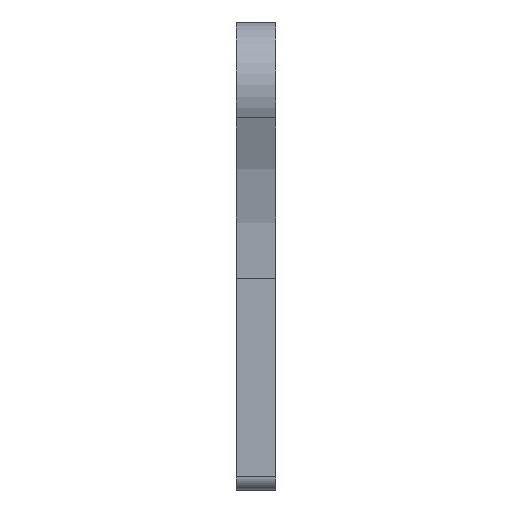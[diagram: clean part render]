
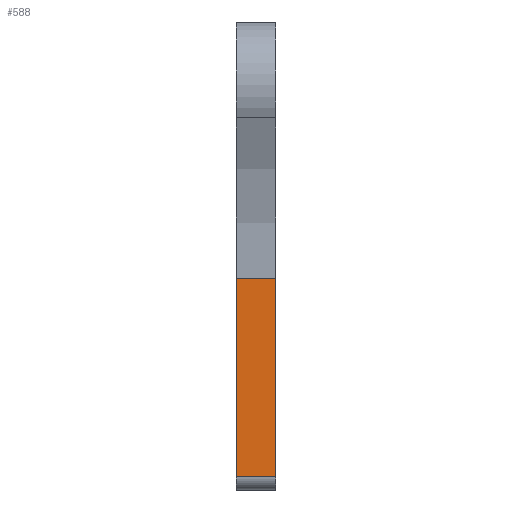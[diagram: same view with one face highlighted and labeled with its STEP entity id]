
A CAD part, left-side view. The second image highlights one B-rep face of the part: STEP entity #588.
In plain terms, the highlighted planar face has unit normal (-1, 0, 0).
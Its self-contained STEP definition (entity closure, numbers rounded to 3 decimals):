
#33=CARTESIAN_POINT('',(0.0,0.0,0.0));
#34=DIRECTION('',(0.0,1.0,0.0));
#35=DIRECTION('',(0.0,-0.0,1.0));
#36=AXIS2_PLACEMENT_3D('',#33,#34,#35);
#37=PLANE('',#36);
#41=(GEOMETRIC_REPRESENTATION_CONTEXT(2)PARAMETRIC_REPRESENTATION_CONTEXT()REPRESENTATION_CONTEXT('',''));
#84=CARTESIAN_POINT('',(0.0,6.0,0.0));
#85=DIRECTION('',(0.0,1.0,0.0));
#86=DIRECTION('',(0.0,-0.0,1.0));
#87=AXIS2_PLACEMENT_3D('',#84,#85,#86);
#88=PLANE('',#87);
#414=CARTESIAN_POINT('',(-124.833,6.0,-41.645));
#415=DIRECTION('',(0.0,-1.0,0.0));
#416=DIRECTION('',(0.0,0.0,-1.0));
#417=AXIS2_PLACEMENT_3D('',#414,#415,#416);
#418=CYLINDRICAL_SURFACE('',#417,2.0);
#457=CARTESIAN_POINT('',(-126.833,0.0,-41.645));
#458=VERTEX_POINT('',#457);
#478=CARTESIAN_POINT('',(-126.833,6.0,-41.645));
#479=VERTEX_POINT('',#478);
#480=CARTESIAN_POINT('',(-126.833,6.0,0.0));
#481=DIRECTION('',(1.0,0.0,0.0));
#482=DIRECTION('',(0.0,0.0,-1.0));
#483=AXIS2_PLACEMENT_3D('',#480,#481,#482);
#484=PLANE('',#483);
#485=CARTESIAN_POINT('',(270.0,0.0));
#486=CARTESIAN_POINT('',(270.0,6.0));
#487=B_SPLINE_CURVE_WITH_KNOTS('',1,(#485,#486),.UNSPECIFIED.,.F.,.F.,(2,2),(0.0,0.006),.UNSPECIFIED.);
#488=DEFINITIONAL_REPRESENTATION('',(#487),#41);
#489=PCURVE('',#418,#488);
#490=CARTESIAN_POINT('',(41.645,0.0));
#491=CARTESIAN_POINT('',(41.645,-6.0));
#492=B_SPLINE_CURVE_WITH_KNOTS('',1,(#490,#491),.UNSPECIFIED.,.F.,.F.,(2,2),(0.0,0.006),.UNSPECIFIED.);
#493=DEFINITIONAL_REPRESENTATION('',(#492),#41);
#494=PCURVE('',#484,#493);
#495=CARTESIAN_POINT('',(-126.833,6.0,-41.645));
#496=DIRECTION('',(0.0,-1.0,0.0));
#497=VECTOR('',#496,6.0);
#498=LINE('',#495,#497);
#499=INTERSECTION_CURVE('',#498,(#489,#494),.PCURVE_S1.);
#500=EDGE_CURVE('',#479,#458,#499,.T.);
#525=CARTESIAN_POINT('',(-126.833,0.0,-11.645));
#526=VERTEX_POINT('',#525);
#527=CARTESIAN_POINT('',(41.645,-6.0));
#528=CARTESIAN_POINT('',(11.645,-6.0));
#529=B_SPLINE_CURVE_WITH_KNOTS('',1,(#527,#528),.UNSPECIFIED.,.F.,.F.,(2,2),(-0.042,-0.012),.UNSPECIFIED.);
#530=DEFINITIONAL_REPRESENTATION('',(#529),#41);
#531=PCURVE('',#484,#530);
#532=CARTESIAN_POINT('',(-41.645,-126.833));
#533=CARTESIAN_POINT('',(-11.645,-126.833));
#534=B_SPLINE_CURVE_WITH_KNOTS('',1,(#532,#533),.UNSPECIFIED.,.F.,.F.,(2,2),(-0.042,-0.012),.UNSPECIFIED.);
#535=DEFINITIONAL_REPRESENTATION('',(#534),#41);
#536=PCURVE('',#37,#535);
#537=CARTESIAN_POINT('',(-126.833,0.0,-41.645));
#538=DIRECTION('',(0.0,0.0,1.0));
#539=VECTOR('',#538,30.0);
#540=LINE('',#537,#539);
#541=INTERSECTION_CURVE('',#540,(#531,#536),.PCURVE_S1.);
#542=EDGE_CURVE('',#458,#526,#541,.T.);
#543=ORIENTED_EDGE('',*,*,#542,.T.);
#544=CARTESIAN_POINT('',(-126.833,6.0,-11.645));
#545=VERTEX_POINT('',#544);
#546=CARTESIAN_POINT('',(-174.78,6.0,-9.037));
#547=DIRECTION('',(0.0,-1.0,0.0));
#548=DIRECTION('',(0.0,0.0,-1.0));
#549=AXIS2_PLACEMENT_3D('',#546,#547,#548);
#550=CYLINDRICAL_SURFACE('',#549,48.018);
#551=CARTESIAN_POINT('',(11.645,0.0));
#552=CARTESIAN_POINT('',(11.645,-6.0));
#553=B_SPLINE_CURVE_WITH_KNOTS('',1,(#551,#552),.UNSPECIFIED.,.F.,.F.,(2,2),(0.0,0.006),.UNSPECIFIED.);
#554=DEFINITIONAL_REPRESENTATION('',(#553),#41);
#555=PCURVE('',#484,#554);
#556=CARTESIAN_POINT('',(86.887,0.0));
#557=CARTESIAN_POINT('',(86.887,6.0));
#558=B_SPLINE_CURVE_WITH_KNOTS('',1,(#556,#557),.UNSPECIFIED.,.F.,.F.,(2,2),(0.0,0.006),.UNSPECIFIED.);
#559=DEFINITIONAL_REPRESENTATION('',(#558),#41);
#560=PCURVE('',#550,#559);
#561=CARTESIAN_POINT('',(-126.833,6.0,-11.645));
#562=DIRECTION('',(0.0,-1.0,0.0));
#563=VECTOR('',#562,6.0);
#564=LINE('',#561,#563);
#565=INTERSECTION_CURVE('',#564,(#555,#560),.PCURVE_S1.);
#566=EDGE_CURVE('',#545,#526,#565,.T.);
#567=ORIENTED_EDGE('',*,*,#566,.F.);
#568=CARTESIAN_POINT('',(41.645,0.0));
#569=CARTESIAN_POINT('',(11.645,0.0));
#570=B_SPLINE_CURVE_WITH_KNOTS('',1,(#568,#569),.UNSPECIFIED.,.F.,.F.,(2,2),(-0.042,-0.012),.UNSPECIFIED.);
#571=DEFINITIONAL_REPRESENTATION('',(#570),#41);
#572=PCURVE('',#484,#571);
#573=CARTESIAN_POINT('',(-41.645,-126.833));
#574=CARTESIAN_POINT('',(-11.645,-126.833));
#575=B_SPLINE_CURVE_WITH_KNOTS('',1,(#573,#574),.UNSPECIFIED.,.F.,.F.,(2,2),(-0.042,-0.012),.UNSPECIFIED.);
#576=DEFINITIONAL_REPRESENTATION('',(#575),#41);
#577=PCURVE('',#88,#576);
#578=CARTESIAN_POINT('',(-126.833,6.0,-41.645));
#579=DIRECTION('',(0.0,0.0,1.0));
#580=VECTOR('',#579,30.0);
#581=LINE('',#578,#580);
#582=INTERSECTION_CURVE('',#581,(#572,#577),.PCURVE_S1.);
#583=EDGE_CURVE('',#479,#545,#582,.T.);
#584=ORIENTED_EDGE('',*,*,#583,.F.);
#585=ORIENTED_EDGE('',*,*,#500,.T.);
#586=EDGE_LOOP('',(#543,#567,#584,#585));
#587=FACE_BOUND('',#586,.T.);
#588=ADVANCED_FACE('',(#587),#484,.F.);
